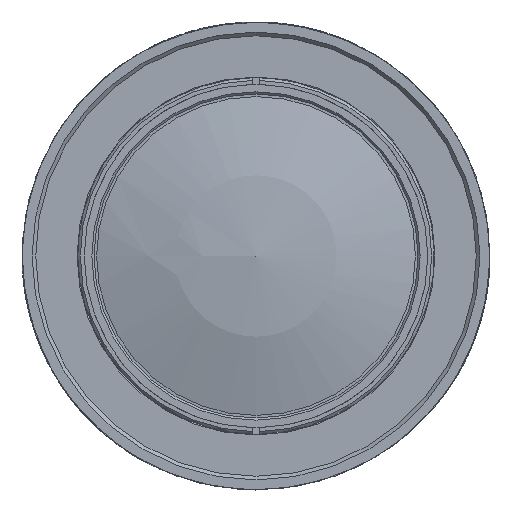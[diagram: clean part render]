
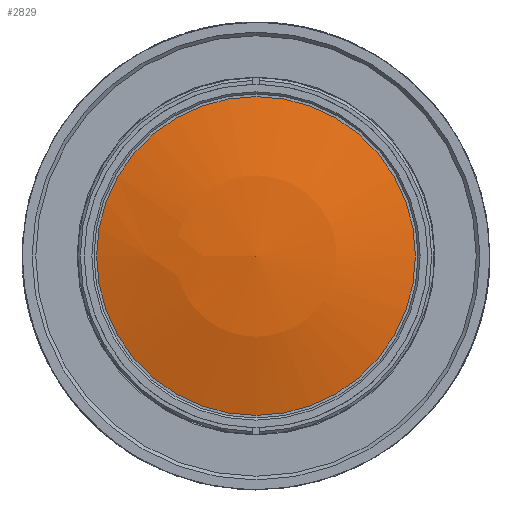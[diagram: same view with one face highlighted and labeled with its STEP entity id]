
A CAD part, left-side view. The second image highlights one B-rep face of the part: STEP entity #2829.
In plain terms, the highlighted spherical face has radius 74.01 mm.
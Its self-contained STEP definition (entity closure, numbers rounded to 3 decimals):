
#131=SPHERICAL_SURFACE('',#13982,74.01);
#173=VERTEX_LOOP('',#9348);
#1310=CIRCLE('',#13981,22.142);
#2829=ADVANCED_FACE('',(#3495,#3496),#131,.T.);
#3495=FACE_BOUND('',#173,.T.);
#3496=FACE_BOUND('',#4288,.T.);
#4288=EDGE_LOOP('',(#6867));
#6867=ORIENTED_EDGE('',*,*,#11312,.F.);
#9348=VERTEX_POINT('',#20433);
#9349=VERTEX_POINT('',#20435);
#11312=EDGE_CURVE('',#9349,#9349,#1310,.T.);
#13981=AXIS2_PLACEMENT_3D('',#20434,#16162,#16163);
#13982=AXIS2_PLACEMENT_3D('',#20436,#16164,#16165);
#16162=DIRECTION('',(1.,0.,0.));
#16163=DIRECTION('',(0.,0.,-1.));
#16164=DIRECTION('',(-1.,0.,0.));
#16165=DIRECTION('',(0.,1.,0.));
#20433=CARTESIAN_POINT('',(-134.027,0.,0.));
#20434=CARTESIAN_POINT('',(-130.637,0.,0.));
#20435=CARTESIAN_POINT('',(-130.637,0.,-22.142));
#20436=CARTESIAN_POINT('',(-60.017,0.,0.));
